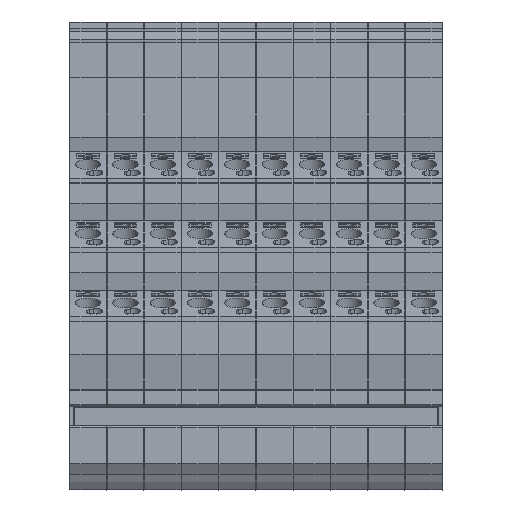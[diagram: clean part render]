
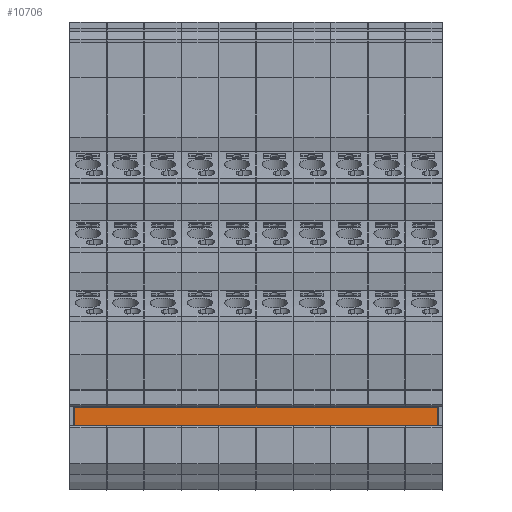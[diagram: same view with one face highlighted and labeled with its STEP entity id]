
A CAD part, top view. The second image highlights one B-rep face of the part: STEP entity #10706.
In plain terms, the highlighted face is planar.
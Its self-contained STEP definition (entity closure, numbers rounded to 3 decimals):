
#1444=VERTEX_POINT('',#18044);
#1445=VERTEX_POINT('',#18045);
#1506=VERTEX_POINT('',#18197);
#1561=VERTEX_POINT('',#18391);
#2574=VECTOR('',#12936,1.);
#2651=VECTOR('',#13027,1.);
#2748=VECTOR('',#13166,1.);
#3061=VECTOR('',#13600,1.);
#3889=LINE('',#18043,#2574);
#3966=LINE('',#18196,#2651);
#4063=LINE('',#18390,#2748);
#4376=LINE('',#19022,#3061);
#5426=EDGE_CURVE('',#1444,#1445,#3889,.T.);
#5503=EDGE_CURVE('',#1506,#1445,#3966,.T.);
#5600=EDGE_CURVE('',#1506,#1561,#4063,.T.);
#5913=EDGE_CURVE('',#1444,#1561,#4376,.T.);
#8927=ORIENTED_EDGE('',*,*,#5600,.F.);
#8928=ORIENTED_EDGE('',*,*,#5503,.T.);
#8929=ORIENTED_EDGE('',*,*,#5426,.F.);
#8930=ORIENTED_EDGE('',*,*,#5913,.T.);
#9573=EDGE_LOOP('',(#8927,#8928,#8929,#8930));
#10156=FACE_BOUND('',#9573,.T.);
#10706=ADVANCED_FACE('',(#10156),#19539,.T.);
#11387=AXIS2_PLACEMENT_3D('',#19023,#13601,$);
#12936=DIRECTION('',(0.,0.,1.));
#13027=DIRECTION('',(1.,0.,0.));
#13166=DIRECTION('',(0.,0.,-1.));
#13600=DIRECTION('',(-1.,0.,0.));
#13601=DIRECTION('',(0.,1.,0.));
#18043=CARTESIAN_POINT('',(5.607,-9.175,12.81));
#18044=CARTESIAN_POINT('',(5.607,-9.175,12.81));
#18045=CARTESIAN_POINT('',(5.607,-9.175,73.11));
#18196=CARTESIAN_POINT('',(2.607,-9.175,73.11));
#18197=CARTESIAN_POINT('',(2.607,-9.175,73.11));
#18390=CARTESIAN_POINT('',(2.607,-9.175,73.11));
#18391=CARTESIAN_POINT('',(2.607,-9.175,12.81));
#19022=CARTESIAN_POINT('',(5.607,-9.175,12.81));
#19023=CARTESIAN_POINT('',(2.607,-9.175,-17.49));
#19539=PLANE('',#11387);
